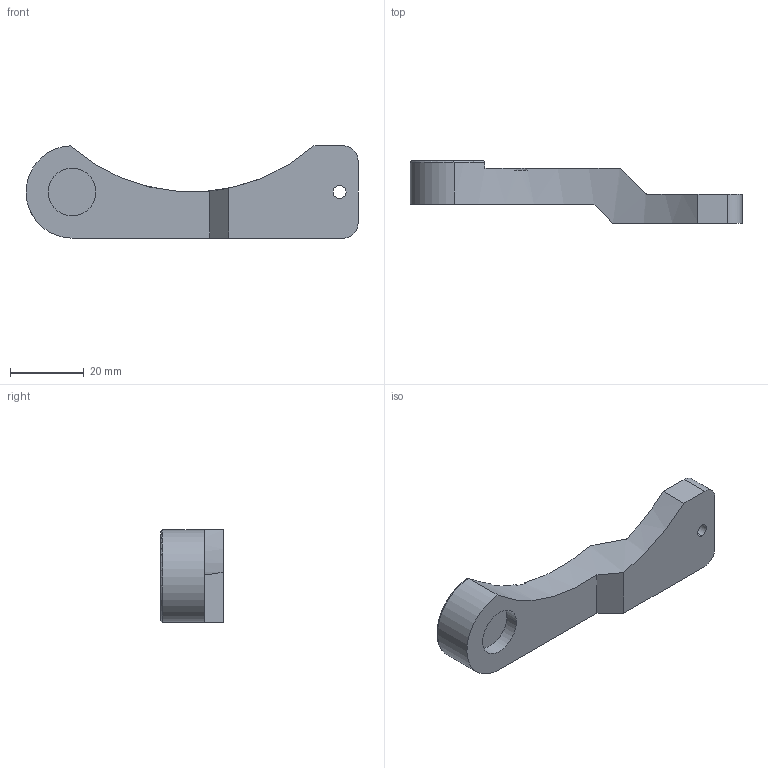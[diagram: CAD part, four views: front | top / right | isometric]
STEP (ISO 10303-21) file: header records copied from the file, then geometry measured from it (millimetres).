
FILE_DESCRIPTION (( 'STEP AP203' ), '1' );
FILE_NAME ('Barre_Vert.STEP', '2019-03-16T20:33:21', ( '' ), ( '' ), 'SwSTEP 2.0', 'SolidWorks 2018', '' );
FILE_SCHEMA (( 'CONFIG_CONTROL_DESIGN' ));
Length unit declared in the file: millimetre
Products named in the file (1): Barre_Vert
Bounding box: 90 x 16.87 x 25 mm (x, y, z)
Volume: 14910.4 mm3; surface area: 5816.7 mm2
Topology: 1 solids, 1 shells, 47 faces, 119 edges, 75 vertices
Faces by surface type: cylinder 22, plane 19, torus 6
Entity records: 1517 total; most frequent: CARTESIAN_POINT 303, DIRECTION 241, ORIENTED_EDGE 238, EDGE_CURVE 119, AXIS2_PLACEMENT_3D 89, VERTEX_POINT 75, LINE 63, VECTOR 63
